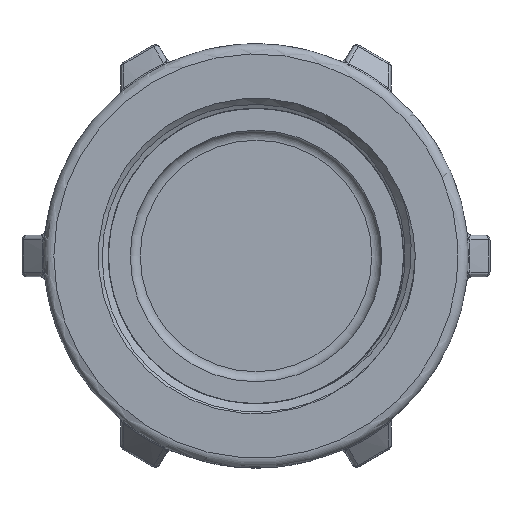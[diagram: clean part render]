
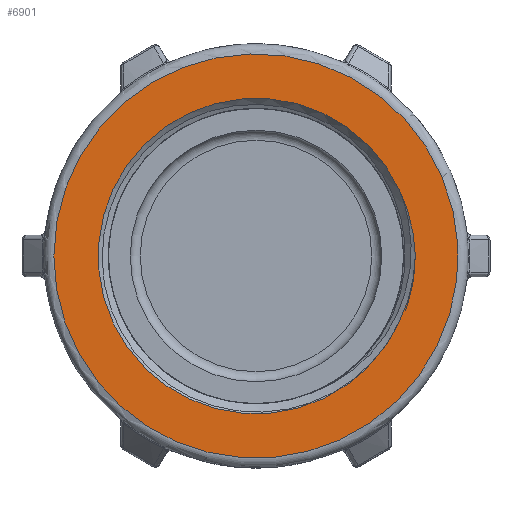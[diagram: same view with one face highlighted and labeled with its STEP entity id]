
A CAD part, left-side view. The second image highlights one B-rep face of the part: STEP entity #6901.
In plain terms, the highlighted planar face has unit normal (-1, 0, 0).
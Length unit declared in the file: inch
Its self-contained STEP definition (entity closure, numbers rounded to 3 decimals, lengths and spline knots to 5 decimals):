
#57=FACE_BOUND($,#1416,.T.);
#143=PLANE($,#7431);
#454=B_SPLINE_CURVE_WITH_KNOTS($,3,(#12922,#12923,#12924,#12925),
 .UNSPECIFIED.,.F.,.F.,(4,4),(6.28002,7.31679),
 .UNSPECIFIED.);
#455=B_SPLINE_CURVE_WITH_KNOTS($,3,(#13427,#13428,#13429,#13430),
 .UNSPECIFIED.,.F.,.F.,(4,4),(0.,1.04053),.UNSPECIFIED.);
#982=FACE_OUTER_BOUND($,#1415,.T.);
#1415=EDGE_LOOP($,(#5225));
#1416=EDGE_LOOP($,(#5226,#5227,#5228));
#2633=CIRCLE($,#7322,1.205);
#2708=CIRCLE($,#7432,0.94043);
#2935=VERTEX_POINT($,#10563);
#3010=VERTEX_POINT($,#12421);
#3013=VERTEX_POINT($,#12796);
#3014=VERTEX_POINT($,#13426);
#3689=EDGE_CURVE($,#2935,#2935,#2633,.T.);
#3843=EDGE_CURVE($,#3010,#3013,#454,.T.);
#3844=EDGE_CURVE($,#3013,#3014,#455,.T.);
#3849=EDGE_CURVE($,#3014,#3010,#2708,.T.);
#5225=ORIENTED_EDGE($,*,*,#3689,.F.);
#5226=ORIENTED_EDGE($,*,*,#3843,.T.);
#5227=ORIENTED_EDGE($,*,*,#3844,.T.);
#5228=ORIENTED_EDGE($,*,*,#3849,.T.);
#6901=ADVANCED_FACE($,(#982,#57),#143,.T.);
#7322=AXIS2_PLACEMENT_3D($,#10564,#8088,#8089);
#7431=AXIS2_PLACEMENT_3D($,#13595,#8324,#8325);
#7432=AXIS2_PLACEMENT_3D($,#13596,#8326,#8327);
#8088=DIRECTION('center_axis',(1.,0.,0.));
#8089=DIRECTION('ref_axis',(0.,-1.,0.));
#8324=DIRECTION('center_axis',(-1.,0.,0.));
#8325=DIRECTION('ref_axis',(0.,0.,1.));
#8326=DIRECTION('center_axis',(1.,0.,0.));
#8327=DIRECTION('ref_axis',(0.,1.,0.));
#10563=CARTESIAN_POINT('',(0.,1.205,0.));
#10564=CARTESIAN_POINT('Origin',(0.,0.,0.));
#12421=CARTESIAN_POINT('',(0.,-0.85348,0.39494));
#12796=CARTESIAN_POINT('',(0.,-0.95,0.00137));
#12922=CARTESIAN_POINT('Ctrl Pts',(0.,-0.85348,
0.39494));
#12923=CARTESIAN_POINT('Ctrl Pts',(0.,-0.91355,
0.27276));
#12924=CARTESIAN_POINT('Ctrl Pts',(0.,-0.94653,
0.13753));
#12925=CARTESIAN_POINT('Ctrl Pts',(0.,-0.95004,
0.00135));
#13426=CARTESIAN_POINT('',(0.,-0.85462,-0.39248));
#13427=CARTESIAN_POINT('Ctrl Pts',(0.,-0.95,
0.00137));
#13428=CARTESIAN_POINT('Ctrl Pts',(0.,-0.94701,
-0.13515));
#13429=CARTESIAN_POINT('Ctrl Pts',(0.,-0.91429,
-0.27004));
#13430=CARTESIAN_POINT('Ctrl Pts',(0.,-0.85465,
-0.39251));
#13595=CARTESIAN_POINT('Origin',(0.,1.10272,0.));
#13596=CARTESIAN_POINT('Origin',(0.,0.,0.));
